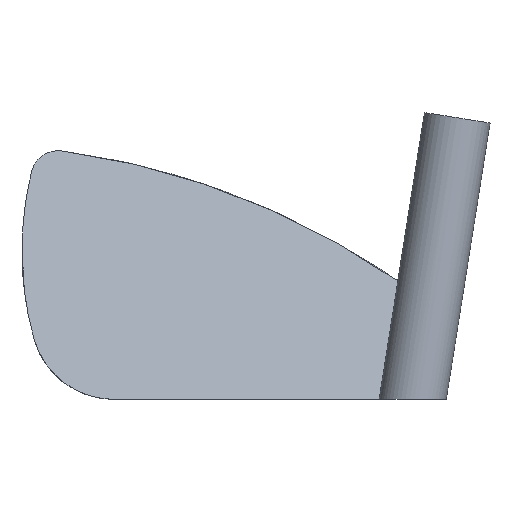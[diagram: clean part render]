
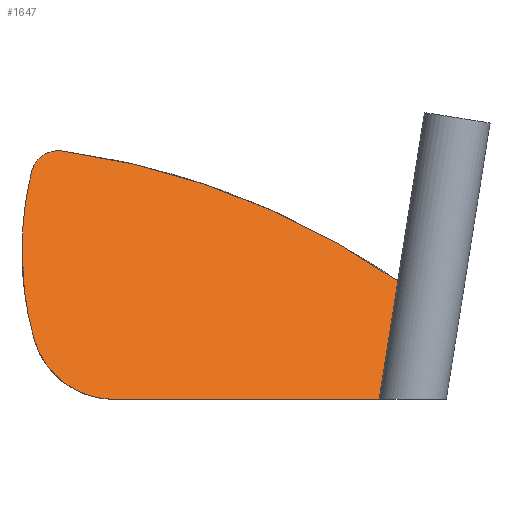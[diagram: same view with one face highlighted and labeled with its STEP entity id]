
A CAD part, top view. The second image highlights one B-rep face of the part: STEP entity #1647.
In plain terms, the highlighted planar face has unit normal (0, 0.574, 0.819).
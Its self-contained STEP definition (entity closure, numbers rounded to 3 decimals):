
#864=CARTESIAN_POINT('POINT24',(-0.831,
   1.34,3.06));
#865=VERTEX_POINT('VERTEX24',#864);
#873=CARTESIAN_POINT('POINT25',(-0.725,
   0.549,3.613));
#874=VERTEX_POINT('VERTEX25',#873);
#881=CARTESIAN_POINT('POS22',(2.169,
   1.34,3.06));
#882=DIRECTION('DIR34',(0.,0.574,
   0.819));
#883=DIRECTION('DIR35',(0.,0.819,
   -0.574));
#884=AXIS2_PLACEMENT_3D('AXIS13',#881,#882,#883);
#885=ELLIPSE('ELLIPSE9',#884,3.662,3.);
#886=EDGE_CURVE('EDGE33',#865,#874,#885,.T.);
#897=CARTESIAN_POINT('POINT26',(-0.744,
   2.057,2.558));
#898=VERTEX_POINT('VERTEX26',#897);
#899=EDGE_CURVE('EDGE34',#898,#865,#885,.T.);
#913=CARTESIAN_POINT('POINT27',(-0.468,
   2.245,2.426));
#914=VERTEX_POINT('VERTEX27',#913);
#915=CARTESIAN_POINT('POS25',(-0.502,
   1.997,2.6));
#916=DIRECTION('DIR39',(0.,0.574,
   0.819));
#917=DIRECTION('DIR40',(0.,0.819,
   -0.574));
#918=AXIS2_PLACEMENT_3D('AXIS15',#915,#916,#917);
#919=ELLIPSE('ELLIPSE10',#918,0.305,
   0.25);
#920=EDGE_CURVE('EDGE36',#914,#898,#919,.T.);
#1404=CARTESIAN_POINT('POINT35',(-0.002,
   -0.003,4.));
#1405=VERTEX_POINT('VERTEX35',#1404);
#1412=CARTESIAN_POINT('POS36',(-0.002,
   0.747,3.475));
#1413=DIRECTION('DIR57',(0.,0.574,
   0.819));
#1414=DIRECTION('DIR58',(0.,0.819,
   -0.574));
#1415=AXIS2_PLACEMENT_3D('AXIS22',#1412,#1413,#1414);
#1416=ELLIPSE('ELLIPSE13',#1415,0.916,0.75);
#1417=EDGE_CURVE('EDGE52',#874,#1405,#1416,.T.);
#1604=CARTESIAN_POINT('POINT37',(2.399,
   -0.003,4.));
#1605=VERTEX_POINT('VERTEX37',#1604);
#1606=CARTESIAN_POINT('POINT38',(2.598,
   0.36,3.746));
#1607=VERTEX_POINT('VERTEX38',#1606);
#1608=CARTESIAN_POINT('POS39',(2.702,
   -0.003,4.));
#1609=DIRECTION('DIR63',(0.,-0.574,
   -0.819));
#1610=DIRECTION('DIR64',(-0.19,-0.804,
   0.563));
#1611=AXIS2_PLACEMENT_3D('AXIS25',#1608,#1609,#1610);
#1612=ELLIPSE('ELLIPSE15',#1611,0.53,0.3);
#1613=EDGE_CURVE('EDGE55',#1605,#1607,#1612,.T.);
#1614=ORIENTED_EDGE('COEDGE94',*,*,#1613,.T.);
#1615=CARTESIAN_POINT('POINT39',(2.598,
   1.048,3.264));
#1616=VERTEX_POINT('VERTEX39',#1615);
#1617=CARTESIAN_POINT('POS40',(2.598,
   -0.003,4.));
#1618=DIRECTION('DIR65',(0.,0.819,
   -0.574));
#1619=VECTOR('VEC15',#1618,1.);
#1620=LINE('STRAIGHT15',#1617,#1619);
#1621=EDGE_CURVE('EDGE56',#1607,#1616,#1620,.T.);
#1622=ORIENTED_EDGE('COEDGE95',*,*,#1621,.T.);
#1623=CARTESIAN_POINT('POS41',(-1.408,
   -4.692,7.283));
#1624=DIRECTION('DIR66',(0.,0.574,
   0.819));
#1625=DIRECTION('DIR67',(0.,0.819,
   -0.574));
#1626=AXIS2_PLACEMENT_3D('AXIS26',#1623,#1624,#1625);
#1627=ELLIPSE('ELLIPSE16',#1626,8.545,
   7.);
#1628=EDGE_CURVE('EDGE57',#1616,#914,#1627,.T.);
#1629=ORIENTED_EDGE('COEDGE96',*,*,#1628,.T.);
#1630=ORIENTED_EDGE('COEDGE97',*,*,#920,.T.);
#1631=ORIENTED_EDGE('COEDGE98',*,*,#899,.T.);
#1632=ORIENTED_EDGE('COEDGE99',*,*,#886,.T.);
#1633=ORIENTED_EDGE('COEDGE100',*,*,#1417,.T.);
#1634=CARTESIAN_POINT('POS42',(3.248,
   -0.003,4.));
#1635=DIRECTION('DIR68',(-1.,0.,0.));
#1636=VECTOR('VEC16',#1635,1.);
#1637=LINE('STRAIGHT16',#1634,#1636);
#1638=EDGE_CURVE('EDGE58',#1405,#1605,#1637,.F.);
#1639=ORIENTED_EDGE('COEDGE101',*,*,#1638,.T.);
#1640=EDGE_LOOP('NONE',(#1614,#1622,#1629,#1630,#1631,#1632,#1633,#1639)
   );
#1641=FACE_BOUND('LOOP1',#1640,.T.);
#1642=CARTESIAN_POINT('POS43',(2.598,
   -0.003,4.));
#1643=DIRECTION('DIR69',(0.,0.574,
   0.819));
#1644=DIRECTION('DIR70',(1.,0.,
   0.));
#1645=AXIS2_PLACEMENT_3D('AXIS27',#1642,#1643,#1644);
#1646=PLANE('PLANE2',#1645);
#1647=ADVANCED_FACE('FACE20',(#1641),#1646,.T.);
